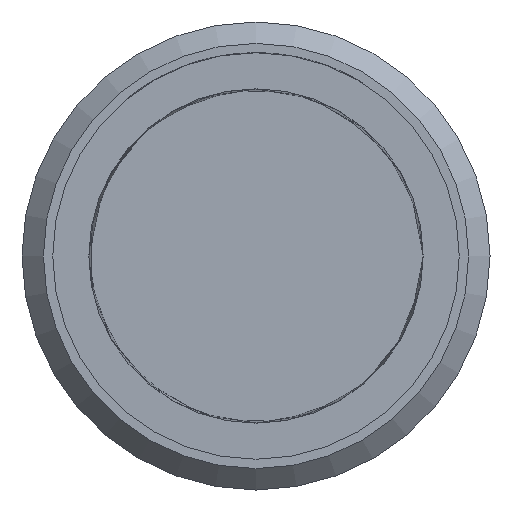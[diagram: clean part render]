
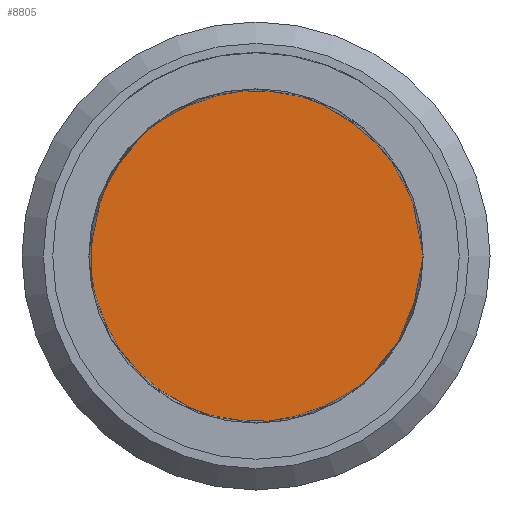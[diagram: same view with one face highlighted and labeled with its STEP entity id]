
A CAD part, left-side view. The second image highlights one B-rep face of the part: STEP entity #8805.
In plain terms, the highlighted free-form (B-spline) face has degree [1, 1] with [2, 2] control points.
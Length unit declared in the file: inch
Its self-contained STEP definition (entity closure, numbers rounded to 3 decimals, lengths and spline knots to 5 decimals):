
#8785=CARTESIAN_POINT('',(0.91,-0.3125,0.0));
#8786=VERTEX_POINT('',#8785);
#8787=CARTESIAN_POINT('',(0.91,0.0,0.0));
#8788=DIRECTION('',(-1.0,0.0,0.0));
#8789=DIRECTION('',(0.0,-1.0,0.0));
#8790=AXIS2_PLACEMENT_3D('',#8787,#8788,#8789);
#8791=CIRCLE('',#8790,0.3125);
#8792=EDGE_CURVE('',#8786,#8786,#8791,.T.);
#8797=CARTESIAN_POINT('',(0.91,0.3125,0.3125));
#8798=CARTESIAN_POINT('',(0.91,-0.3125,0.3125));
#8799=CARTESIAN_POINT('',(0.91,0.3125,-0.3125));
#8800=CARTESIAN_POINT('',(0.91,-0.3125,-0.3125));
#8801=B_SPLINE_SURFACE_WITH_KNOTS('',1,1,((#8797,#8799),(#8798,#8800)),.UNSPECIFIED.,.F.,.F.,.U.,(2,2),(2,2),(0.0,0.625),(0.0,0.625),.UNSPECIFIED.);
#8802=ORIENTED_EDGE('',*,*,#8792,.T.);
#8803=EDGE_LOOP('',(#8802));
#8804=FACE_OUTER_BOUND('',#8803,.T.);
#8805=ADVANCED_FACE('',(#8804),#8801,.F.);
